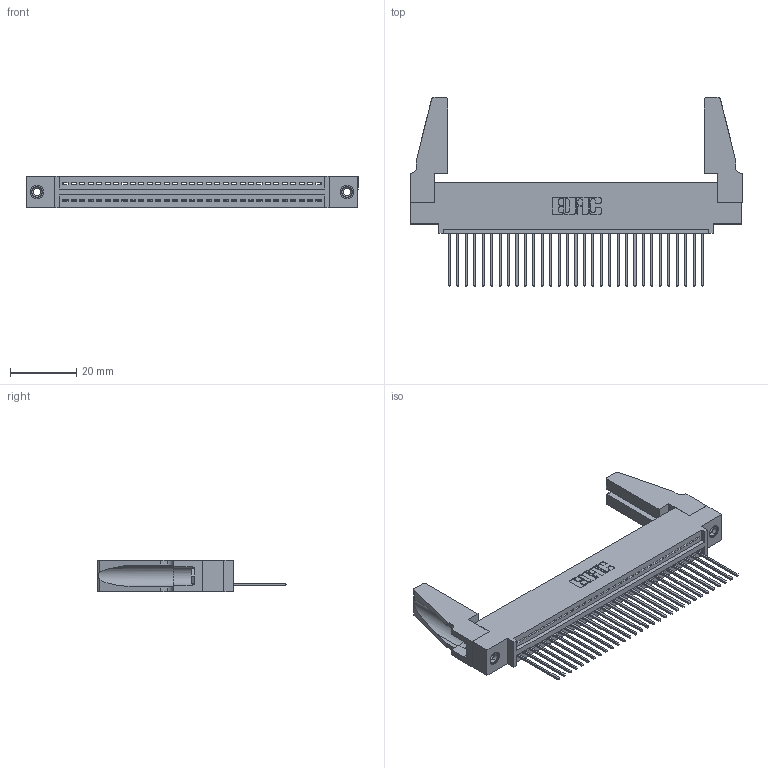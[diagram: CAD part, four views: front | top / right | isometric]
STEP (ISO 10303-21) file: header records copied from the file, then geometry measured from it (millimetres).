
FILE_DESCRIPTION (( 'STEP AP203' ), '1' );
FILE_NAME ('345-031-542-488.STEP', '2019-10-07T12:56:14', ( '' ), ( '' ), 'SwSTEP 2.0', 'SolidWorks 2016', '' );
FILE_SCHEMA (( 'CONFIG_CONTROL_DESIGN' ));
Length unit declared in the file: inch
Products named in the file (5): 345-220-078_345-220-088; 345-031-542-488; 345-292-001_345-293-142; 345 Part_0.110 Offset - 0.156 Dia-TH; 345-250-001_345-250-001-102
Assembly tree (36 placements, depth 2):
  345-031-542-488
    345 Part_0.110 Offset - 0.156 Dia-TH
    345-292-001_345-293-142  x31
    345-250-001_345-250-001-102  x2
    345-220-078_345-220-088  x2
Bounding box: 99.97 x 56.95 x 9.4 mm (x, y, z)
Volume: 12653.7 mm3; surface area: 15991.1 mm2
Topology: 36 solids, 36 shells, 2052 faces, 6123 edges, 4030 vertices
Faces by surface type: plane 1396, cylinder 640, cone 12, torus 4
Entity records: 27110 total; most frequent: CARTESIAN_POINT 4687, ORIENTED_EDGE 4612, DIRECTION 4116, EDGE_CURVE 2306, LINE 2008, VECTOR 2008, VERTEX_POINT 1530, AXIS2_PLACEMENT_3D 1054
